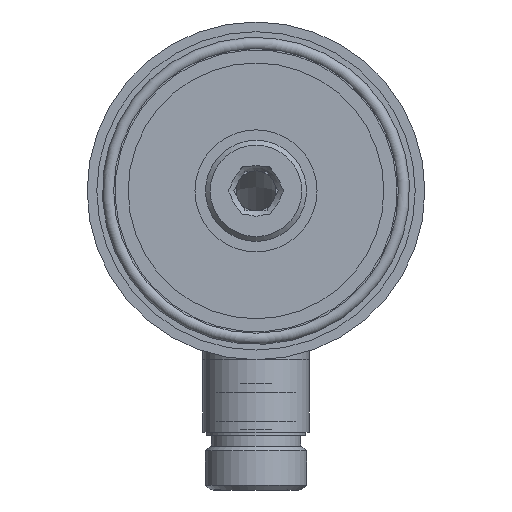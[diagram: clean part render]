
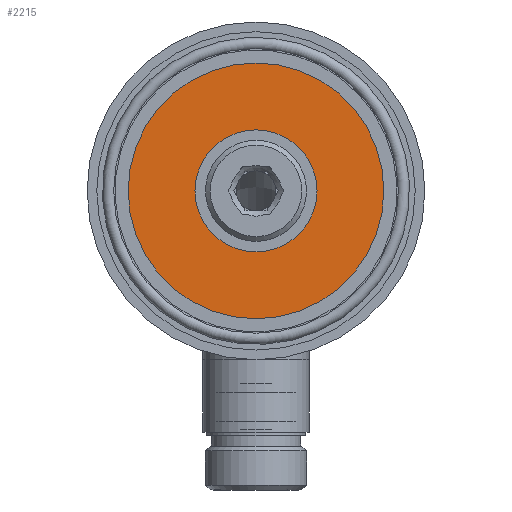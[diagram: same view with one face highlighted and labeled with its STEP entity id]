
A CAD part, left-side view. The second image highlights one B-rep face of the part: STEP entity #2215.
In plain terms, the highlighted face is planar.
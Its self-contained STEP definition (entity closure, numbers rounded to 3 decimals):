
#358=PLANE('',#3459);
#506=ORIENTED_EDGE('',*,*,#1053,.T.);
#507=ORIENTED_EDGE('',*,*,#1054,.T.);
#1053=EDGE_CURVE('',#1330,#1330,#1550,.T.);
#1054=EDGE_CURVE('',#1331,#1331,#1551,.T.);
#1330=VERTEX_POINT('',#4489);
#1331=VERTEX_POINT('',#4492);
#1550=CIRCLE('',#3458,12.65);
#1551=CIRCLE('',#3460,26.5);
#1688=EDGE_LOOP('',(#506));
#1689=EDGE_LOOP('',(#507));
#1950=FACE_BOUND('',#1688,.T.);
#1951=FACE_BOUND('',#1689,.T.);
#2215=ADVANCED_FACE('',(#1950,#1951),#358,.T.);
#3458=AXIS2_PLACEMENT_3D('',#4488,#3778,#3779);
#3459=AXIS2_PLACEMENT_3D('',#4490,#3780,#3781);
#3460=AXIS2_PLACEMENT_3D('',#4491,#3782,#3783);
#3778=DIRECTION('',(0.,1.,0.));
#3779=DIRECTION('',(-1.,0.,0.));
#3780=DIRECTION('',(0.,-1.,0.));
#3781=DIRECTION('',(-1.,0.,0.));
#3782=DIRECTION('',(0.,-1.,0.));
#3783=DIRECTION('',(-1.,0.,0.));
#4488=CARTESIAN_POINT('',(0.,-1.9,0.));
#4489=CARTESIAN_POINT('',(-12.65,-1.9,0.));
#4490=CARTESIAN_POINT('',(0.,-1.9,0.));
#4491=CARTESIAN_POINT('',(0.,-1.9,0.));
#4492=CARTESIAN_POINT('',(-26.5,-1.9,0.));
